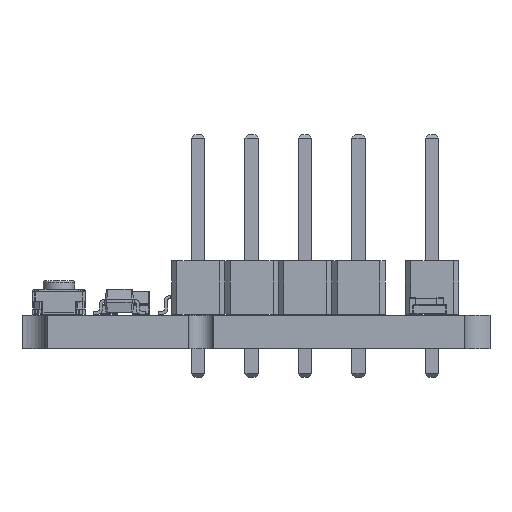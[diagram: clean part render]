
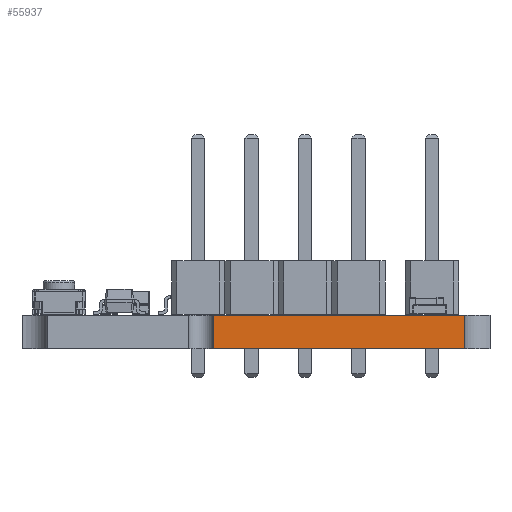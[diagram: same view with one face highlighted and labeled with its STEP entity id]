
A CAD part, front view. The second image highlights one B-rep face of the part: STEP entity #55937.
In plain terms, the highlighted planar face has unit normal (0, -1, 0).
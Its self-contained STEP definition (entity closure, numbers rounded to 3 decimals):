
#52487 = PLANE('',#52488);
#52488 = AXIS2_PLACEMENT_3D('',#52489,#52490,#52491);
#52489 = CARTESIAN_POINT('',(235.401,-112.425,1.6));
#52490 = DIRECTION('',(-0.,-0.,-1.));
#52491 = DIRECTION('',(-1.,0.,0.));
#52541 = PLANE('',#52542);
#52542 = AXIS2_PLACEMENT_3D('',#52543,#52544,#52545);
#52543 = CARTESIAN_POINT('',(235.401,-112.425,0.));
#52544 = DIRECTION('',(-0.,-0.,-1.));
#52545 = DIRECTION('',(-1.,0.,0.));
#52574 = PLANE('',#52575);
#52575 = AXIS2_PLACEMENT_3D('',#52576,#52577,#52578);
#52576 = CARTESIAN_POINT('',(233.515,-130.805,0.));
#52577 = DIRECTION('',(-1.,0.,0.));
#52578 = DIRECTION('',(0.,1.,0.));
#52719 = VERTEX_POINT('',#52720);
#52720 = CARTESIAN_POINT('',(233.515,-130.805,0.));
#53073 = VERTEX_POINT('',#53074);
#53074 = CARTESIAN_POINT('',(245.46,-130.805,0.));
#53088 = PLANE('',#53089);
#53089 = AXIS2_PLACEMENT_3D('',#53090,#53091,#53092);
#53090 = CARTESIAN_POINT('',(245.46,-127.205,0.));
#53091 = DIRECTION('',(1.,0.,-0.));
#53092 = DIRECTION('',(0.,-1.,0.));
#53100 = EDGE_CURVE('',#53073,#52719,#53101,.T.);
#53101 = SURFACE_CURVE('',#53102,(#53106,#53113),.PCURVE_S1.);
#53102 = LINE('',#53103,#53104);
#53103 = CARTESIAN_POINT('',(245.46,-130.805,0.));
#53104 = VECTOR('',#53105,1.);
#53105 = DIRECTION('',(-1.,0.,0.));
#53106 = PCURVE('',#52541,#53107);
#53107 = DEFINITIONAL_REPRESENTATION('',(#53108),#53112);
#53108 = LINE('',#53109,#53110);
#53109 = CARTESIAN_POINT('',(-10.059,-18.38));
#53110 = VECTOR('',#53111,1.);
#53111 = DIRECTION('',(1.,0.));
#53112 = ( GEOMETRIC_REPRESENTATION_CONTEXT(2) 
PARAMETRIC_REPRESENTATION_CONTEXT() REPRESENTATION_CONTEXT('2D SPACE',''
  ) );
#53113 = PCURVE('',#53114,#53119);
#53114 = PLANE('',#53115);
#53115 = AXIS2_PLACEMENT_3D('',#53116,#53117,#53118);
#53116 = CARTESIAN_POINT('',(245.46,-130.805,0.));
#53117 = DIRECTION('',(0.,-1.,0.));
#53118 = DIRECTION('',(-1.,0.,0.));
#53119 = DEFINITIONAL_REPRESENTATION('',(#53120),#53124);
#53120 = LINE('',#53121,#53122);
#53121 = CARTESIAN_POINT('',(0.,-0.));
#53122 = VECTOR('',#53123,1.);
#53123 = DIRECTION('',(1.,0.));
#53124 = ( GEOMETRIC_REPRESENTATION_CONTEXT(2) 
PARAMETRIC_REPRESENTATION_CONTEXT() REPRESENTATION_CONTEXT('2D SPACE',''
  ) );
#54431 = VERTEX_POINT('',#54432);
#54432 = CARTESIAN_POINT('',(233.515,-130.805,1.6));
#54735 = VERTEX_POINT('',#54736);
#54736 = CARTESIAN_POINT('',(245.46,-130.805,1.6));
#54757 = EDGE_CURVE('',#54735,#54431,#54758,.T.);
#54758 = SURFACE_CURVE('',#54759,(#54763,#54770),.PCURVE_S1.);
#54759 = LINE('',#54760,#54761);
#54760 = CARTESIAN_POINT('',(245.46,-130.805,1.6));
#54761 = VECTOR('',#54762,1.);
#54762 = DIRECTION('',(-1.,0.,0.));
#54763 = PCURVE('',#52487,#54764);
#54764 = DEFINITIONAL_REPRESENTATION('',(#54765),#54769);
#54765 = LINE('',#54766,#54767);
#54766 = CARTESIAN_POINT('',(-10.059,-18.38));
#54767 = VECTOR('',#54768,1.);
#54768 = DIRECTION('',(1.,0.));
#54769 = ( GEOMETRIC_REPRESENTATION_CONTEXT(2) 
PARAMETRIC_REPRESENTATION_CONTEXT() REPRESENTATION_CONTEXT('2D SPACE',''
  ) );
#54770 = PCURVE('',#53114,#54771);
#54771 = DEFINITIONAL_REPRESENTATION('',(#54772),#54776);
#54772 = LINE('',#54773,#54774);
#54773 = CARTESIAN_POINT('',(0.,-1.6));
#54774 = VECTOR('',#54775,1.);
#54775 = DIRECTION('',(1.,0.));
#54776 = ( GEOMETRIC_REPRESENTATION_CONTEXT(2) 
PARAMETRIC_REPRESENTATION_CONTEXT() REPRESENTATION_CONTEXT('2D SPACE',''
  ) );
#55887 = EDGE_CURVE('',#52719,#54431,#55888,.T.);
#55888 = SURFACE_CURVE('',#55889,(#55893,#55900),.PCURVE_S1.);
#55889 = LINE('',#55890,#55891);
#55890 = CARTESIAN_POINT('',(233.515,-130.805,0.));
#55891 = VECTOR('',#55892,1.);
#55892 = DIRECTION('',(0.,0.,1.));
#55893 = PCURVE('',#52574,#55894);
#55894 = DEFINITIONAL_REPRESENTATION('',(#55895),#55899);
#55895 = LINE('',#55896,#55897);
#55896 = CARTESIAN_POINT('',(0.,0.));
#55897 = VECTOR('',#55898,1.);
#55898 = DIRECTION('',(0.,-1.));
#55899 = ( GEOMETRIC_REPRESENTATION_CONTEXT(2) 
PARAMETRIC_REPRESENTATION_CONTEXT() REPRESENTATION_CONTEXT('2D SPACE',''
  ) );
#55900 = PCURVE('',#53114,#55901);
#55901 = DEFINITIONAL_REPRESENTATION('',(#55902),#55906);
#55902 = LINE('',#55903,#55904);
#55903 = CARTESIAN_POINT('',(11.945,0.));
#55904 = VECTOR('',#55905,1.);
#55905 = DIRECTION('',(0.,-1.));
#55906 = ( GEOMETRIC_REPRESENTATION_CONTEXT(2) 
PARAMETRIC_REPRESENTATION_CONTEXT() REPRESENTATION_CONTEXT('2D SPACE',''
  ) );
#55937 = ADVANCED_FACE('',(#55938),#53114,.T.);
#55938 = FACE_BOUND('',#55939,.T.);
#55939 = EDGE_LOOP('',(#55940,#55961,#55962,#55963));
#55940 = ORIENTED_EDGE('',*,*,#55941,.T.);
#55941 = EDGE_CURVE('',#53073,#54735,#55942,.T.);
#55942 = SURFACE_CURVE('',#55943,(#55947,#55954),.PCURVE_S1.);
#55943 = LINE('',#55944,#55945);
#55944 = CARTESIAN_POINT('',(245.46,-130.805,0.));
#55945 = VECTOR('',#55946,1.);
#55946 = DIRECTION('',(0.,0.,1.));
#55947 = PCURVE('',#53114,#55948);
#55948 = DEFINITIONAL_REPRESENTATION('',(#55949),#55953);
#55949 = LINE('',#55950,#55951);
#55950 = CARTESIAN_POINT('',(0.,-0.));
#55951 = VECTOR('',#55952,1.);
#55952 = DIRECTION('',(0.,-1.));
#55953 = ( GEOMETRIC_REPRESENTATION_CONTEXT(2) 
PARAMETRIC_REPRESENTATION_CONTEXT() REPRESENTATION_CONTEXT('2D SPACE',''
  ) );
#55954 = PCURVE('',#53088,#55955);
#55955 = DEFINITIONAL_REPRESENTATION('',(#55956),#55960);
#55956 = LINE('',#55957,#55958);
#55957 = CARTESIAN_POINT('',(3.6,0.));
#55958 = VECTOR('',#55959,1.);
#55959 = DIRECTION('',(0.,-1.));
#55960 = ( GEOMETRIC_REPRESENTATION_CONTEXT(2) 
PARAMETRIC_REPRESENTATION_CONTEXT() REPRESENTATION_CONTEXT('2D SPACE',''
  ) );
#55961 = ORIENTED_EDGE('',*,*,#54757,.T.);
#55962 = ORIENTED_EDGE('',*,*,#55887,.F.);
#55963 = ORIENTED_EDGE('',*,*,#53100,.F.);
